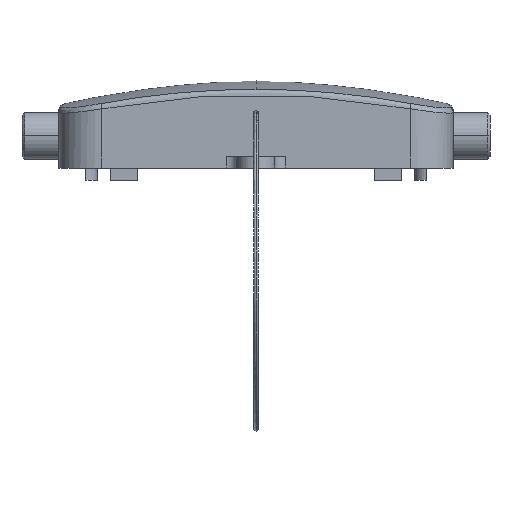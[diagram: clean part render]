
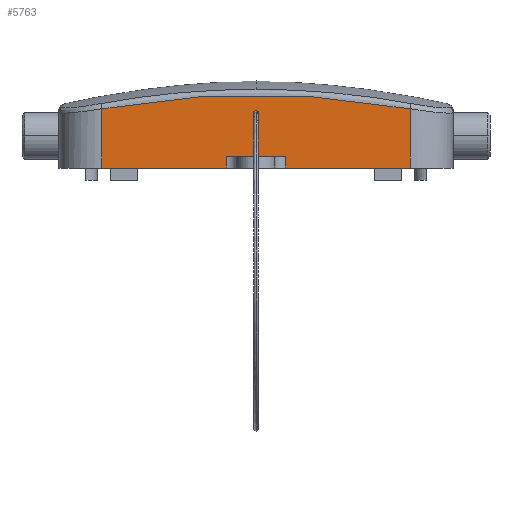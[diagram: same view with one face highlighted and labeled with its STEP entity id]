
A CAD part, top view. The second image highlights one B-rep face of the part: STEP entity #5763.
In plain terms, the highlighted planar face has unit normal (0, 0, 1).
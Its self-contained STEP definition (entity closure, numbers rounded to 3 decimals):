
#106 = CARTESIAN_POINT ( 'NONE',  ( -28.69, 20., 41.625 ) ) ;
#328 = CARTESIAN_POINT ( 'NONE',  ( 23.946, 11.905, 41.625 ) ) ;
#342 = CARTESIAN_POINT ( 'NONE',  ( -28.69, 0., 41.625 ) ) ;
#446 = VECTOR ( 'NONE', #3648, 1000. ) ;
#498 = CARTESIAN_POINT ( 'NONE',  ( -23.944, 11.906, 41.625 ) ) ;
#703 = VERTEX_POINT ( 'NONE', #6507 ) ;
#722 = VECTOR ( 'NONE', #4028, 1000. ) ;
#724 = CARTESIAN_POINT ( 'NONE',  ( -28.69, 20., 41.625 ) ) ;
#799 = AXIS2_PLACEMENT_3D ( 'NONE', #724, #4833, #1319 ) ;
#904 = VERTEX_POINT ( 'NONE', #5205 ) ;
#960 = VERTEX_POINT ( 'NONE', #5046 ) ;
#1003 = LINE ( 'NONE', #4916, #6832 ) ;
#1236 = CARTESIAN_POINT ( 'NONE',  ( -28.69, 0., 41.625 ) ) ;
#1319 = DIRECTION ( 'NONE',  ( -1., 0., 0. ) ) ;
#1537 = EDGE_CURVE ( 'NONE', #904, #703, #4104, .T. ) ;
#1623 = VERTEX_POINT ( 'NONE', #2905 ) ;
#1636 = CARTESIAN_POINT ( 'NONE',  ( -5.449, 0., 41.625 ) ) ;
#1739 = LINE ( 'NONE', #2333, #3318 ) ;
#1844 = ORIENTED_EDGE ( 'NONE', *, *, #2977, .T. ) ;
#2145 = CARTESIAN_POINT ( 'NONE',  ( 19.187, 12.563, 41.625 ) ) ;
#2289 = LINE ( 'NONE', #5731, #722 ) ;
#2333 = CARTESIAN_POINT ( 'NONE',  ( -5.449, 20., 41.625 ) ) ;
#2458 = DIRECTION ( 'NONE',  ( 1., 0., 0. ) ) ;
#2647 = LINE ( 'NONE', #1236, #7065 ) ;
#2652 = B_SPLINE_CURVE_WITH_KNOTS ( 'NONE', 3,
 ( #5061, #328, #2145, #6208, #2751, #6798, #3431, #6921, #7466, #4058, #498, #4621 ),
 .UNSPECIFIED., .F., .F.,
 ( 4, 2, 2, 2, 2, 4 ),
 ( 0., 0.014, 0.029, 0.036, 0.043, 0.058 ),
 .UNSPECIFIED. ) ;
#2693 = EDGE_CURVE ( 'NONE', #960, #3612, #6673, .T. ) ;
#2751 = CARTESIAN_POINT ( 'NONE',  ( 4.852, 13.682, 41.625 ) ) ;
#2780 = CARTESIAN_POINT ( 'NONE',  ( -5.449, 2.1, 41.625 ) ) ;
#2873 = CARTESIAN_POINT ( 'NONE',  ( 5.449, 20., 41.625 ) ) ;
#2875 = ORIENTED_EDGE ( 'NONE', *, *, #6920, .T. ) ;
#2905 = CARTESIAN_POINT ( 'NONE',  ( 0., 2.1, 41.625 ) ) ;
#2915 = LINE ( 'NONE', #3992, #4464 ) ;
#2928 = ORIENTED_EDGE ( 'NONE', *, *, #3363, .T. ) ;
#2932 = EDGE_CURVE ( 'NONE', #904, #960, #2652, .T. ) ;
#2977 = EDGE_CURVE ( 'NONE', #7237, #5016, #1739, .T. ) ;
#3002 = DIRECTION ( 'NONE',  ( 0., -1., 0. ) ) ;
#3088 = DIRECTION ( 'NONE',  ( 0., -1., 0. ) ) ;
#3136 = EDGE_CURVE ( 'NONE', #1623, #5016, #1003, .T. ) ;
#3178 = CARTESIAN_POINT ( 'NONE',  ( 28.69, 20., 41.625 ) ) ;
#3239 = EDGE_CURVE ( 'NONE', #5788, #1623, #2289, .T. ) ;
#3318 = VECTOR ( 'NONE', #5802, 1000. ) ;
#3363 = EDGE_CURVE ( 'NONE', #5788, #7413, #6917, .T. ) ;
#3431 = CARTESIAN_POINT ( 'NONE',  ( -4.759, 13.628, 41.625 ) ) ;
#3480 = VECTOR ( 'NONE', #3002, 1000. ) ;
#3486 = CARTESIAN_POINT ( 'NONE',  ( 5.449, 0., 41.625 ) ) ;
#3612 = VERTEX_POINT ( 'NONE', #342 ) ;
#3648 = DIRECTION ( 'NONE',  ( 0., -1., 0. ) ) ;
#3653 = ORIENTED_EDGE ( 'NONE', *, *, #3239, .F. ) ;
#3914 = ORIENTED_EDGE ( 'NONE', *, *, #2932, .T. ) ;
#3920 = VECTOR ( 'NONE', #3088, 1000. ) ;
#3992 = CARTESIAN_POINT ( 'NONE',  ( -28.69, 0., 41.625 ) ) ;
#4028 = DIRECTION ( 'NONE',  ( -1., 0., 0. ) ) ;
#4058 = CARTESIAN_POINT ( 'NONE',  ( -19.174, 12.565, 41.625 ) ) ;
#4093 = ORIENTED_EDGE ( 'NONE', *, *, #6642, .T. ) ;
#4104 = LINE ( 'NONE', #3178, #3920 ) ;
#4331 = DIRECTION ( 'NONE',  ( -1., 0., 0. ) ) ;
#4464 = VECTOR ( 'NONE', #7412, 1000. ) ;
#4621 = CARTESIAN_POINT ( 'NONE',  ( -28.69, 11.041, 41.625 ) ) ;
#4833 = DIRECTION ( 'NONE',  ( 0., 0., -1. ) ) ;
#4852 = FACE_OUTER_BOUND ( 'NONE', #7069, .T. ) ;
#4916 = CARTESIAN_POINT ( 'NONE',  ( -28.69, 2.1, 41.625 ) ) ;
#5016 = VERTEX_POINT ( 'NONE', #2780 ) ;
#5046 = CARTESIAN_POINT ( 'NONE',  ( -28.69, 11.041, 41.625 ) ) ;
#5061 = CARTESIAN_POINT ( 'NONE',  ( 28.69, 11.041, 41.625 ) ) ;
#5205 = CARTESIAN_POINT ( 'NONE',  ( 28.69, 11.041, 41.625 ) ) ;
#5731 = CARTESIAN_POINT ( 'NONE',  ( -28.69, 2.1, 41.625 ) ) ;
#5763 = ADVANCED_FACE ( 'NONE', ( #4852 ), #5956, .F. ) ;
#5788 = VERTEX_POINT ( 'NONE', #7159 ) ;
#5802 = DIRECTION ( 'NONE',  ( 0., 1., 0. ) ) ;
#5956 = PLANE ( 'NONE',  #799 ) ;
#6021 = ORIENTED_EDGE ( 'NONE', *, *, #1537, .F. ) ;
#6208 = CARTESIAN_POINT ( 'NONE',  ( 9.64, 13.451, 41.625 ) ) ;
#6425 = ORIENTED_EDGE ( 'NONE', *, *, #2693, .T. ) ;
#6507 = CARTESIAN_POINT ( 'NONE',  ( 28.69, 0., 41.625 ) ) ;
#6642 = EDGE_CURVE ( 'NONE', #7413, #703, #2915, .T. ) ;
#6673 = LINE ( 'NONE', #106, #446 ) ;
#6793 = ORIENTED_EDGE ( 'NONE', *, *, #3136, .F. ) ;
#6798 = CARTESIAN_POINT ( 'NONE',  ( -2.353, 13.684, 41.625 ) ) ;
#6832 = VECTOR ( 'NONE', #4331, 1000. ) ;
#6917 = LINE ( 'NONE', #2873, #3480 ) ;
#6920 = EDGE_CURVE ( 'NONE', #3612, #7237, #2647, .T. ) ;
#6921 = CARTESIAN_POINT ( 'NONE',  ( -9.578, 13.402, 41.625 ) ) ;
#7065 = VECTOR ( 'NONE', #2458, 1000. ) ;
#7069 = EDGE_LOOP ( 'NONE', ( #6021, #3914, #6425, #2875, #1844, #6793, #3653, #2928, #4093 ) ) ;
#7159 = CARTESIAN_POINT ( 'NONE',  ( 5.449, 2.1, 41.625 ) ) ;
#7237 = VERTEX_POINT ( 'NONE', #1636 ) ;
#7412 = DIRECTION ( 'NONE',  ( 1., 0., 0. ) ) ;
#7413 = VERTEX_POINT ( 'NONE', #3486 ) ;
#7466 = CARTESIAN_POINT ( 'NONE',  ( -11.982, 13.233, 41.625 ) ) ;
